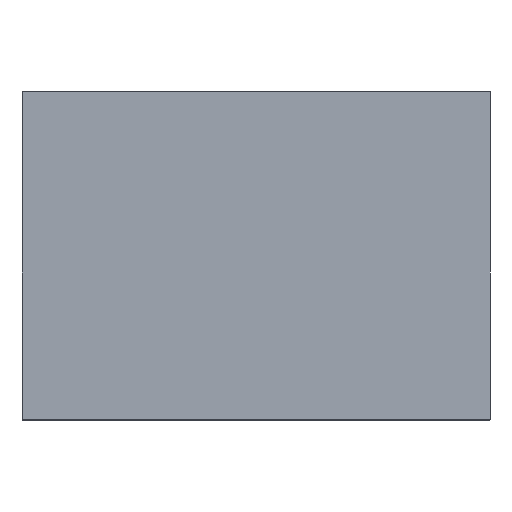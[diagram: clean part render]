
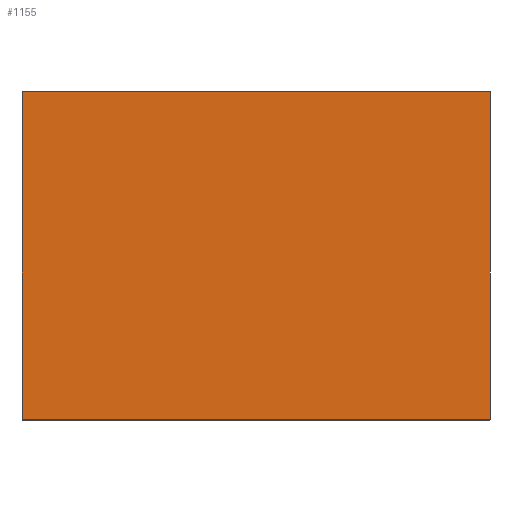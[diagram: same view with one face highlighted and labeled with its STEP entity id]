
A CAD part, top view. The second image highlights one B-rep face of the part: STEP entity #1155.
In plain terms, the highlighted planar face has unit normal (0, 0, 1).
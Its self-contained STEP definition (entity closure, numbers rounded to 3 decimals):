
#61 = LINE ( 'NONE', #236, #74 ) ;
#74 = VECTOR ( 'NONE', #1185, 1000. ) ;
#76 = VECTOR ( 'NONE', #311, 1000. ) ;
#81 = CARTESIAN_POINT ( 'NONE',  ( 0.25, 0., 0.325 ) ) ;
#116 = AXIS2_PLACEMENT_3D ( 'NONE', #865, #336, #863 ) ;
#209 = EDGE_CURVE ( 'NONE', #806, #1361, #257, .T. ) ;
#236 = CARTESIAN_POINT ( 'NONE',  ( 0.25, 0.35, 0.325 ) ) ;
#257 = LINE ( 'NONE', #907, #1295 ) ;
#258 = FACE_OUTER_BOUND ( 'NONE', #273, .T. ) ;
#272 = VECTOR ( 'NONE', #324, 1000. ) ;
#273 = EDGE_LOOP ( 'NONE', ( #1153, #1381, #979, #968 ) ) ;
#311 = DIRECTION ( 'NONE',  ( 1., 0., 0. ) ) ;
#324 = DIRECTION ( 'NONE',  ( 1., 0., 0. ) ) ;
#336 = DIRECTION ( 'NONE',  ( 0., 0., -1. ) ) ;
#350 = LINE ( 'NONE', #81, #76 ) ;
#472 = DIRECTION ( 'NONE',  ( 0., -1., 0. ) ) ;
#525 = LINE ( 'NONE', #1268, #272 ) ;
#667 = CARTESIAN_POINT ( 'NONE',  ( 0.25, 0., 0.325 ) ) ;
#675 = CARTESIAN_POINT ( 'NONE',  ( 0.25, 0.35, 0.325 ) ) ;
#760 = PLANE ( 'NONE',  #116 ) ;
#806 = VERTEX_POINT ( 'NONE', #1252 ) ;
#855 = EDGE_CURVE ( 'NONE', #1361, #910, #350, .T. ) ;
#863 = DIRECTION ( 'NONE',  ( -1., 0., 0. ) ) ;
#865 = CARTESIAN_POINT ( 'NONE',  ( 0.25, 0.35, 0.325 ) ) ;
#907 = CARTESIAN_POINT ( 'NONE',  ( -0.25, 0.35, 0.325 ) ) ;
#910 = VERTEX_POINT ( 'NONE', #667 ) ;
#968 = ORIENTED_EDGE ( 'NONE', *, *, #209, .T. ) ;
#979 = ORIENTED_EDGE ( 'NONE', *, *, #1121, .F. ) ;
#1121 = EDGE_CURVE ( 'NONE', #806, #1272, #525, .T. ) ;
#1153 = ORIENTED_EDGE ( 'NONE', *, *, #855, .T. ) ;
#1155 = ADVANCED_FACE ( 'NONE', ( #258 ), #760, .F. ) ;
#1185 = DIRECTION ( 'NONE',  ( 0., -1., 0. ) ) ;
#1201 = EDGE_CURVE ( 'NONE', #1272, #910, #61, .T. ) ;
#1252 = CARTESIAN_POINT ( 'NONE',  ( -0.25, 0.35, 0.325 ) ) ;
#1268 = CARTESIAN_POINT ( 'NONE',  ( 0.25, 0.35, 0.325 ) ) ;
#1272 = VERTEX_POINT ( 'NONE', #675 ) ;
#1295 = VECTOR ( 'NONE', #472, 1000. ) ;
#1306 = CARTESIAN_POINT ( 'NONE',  ( -0.25, 0., 0.325 ) ) ;
#1361 = VERTEX_POINT ( 'NONE', #1306 ) ;
#1381 = ORIENTED_EDGE ( 'NONE', *, *, #1201, .F. ) ;
